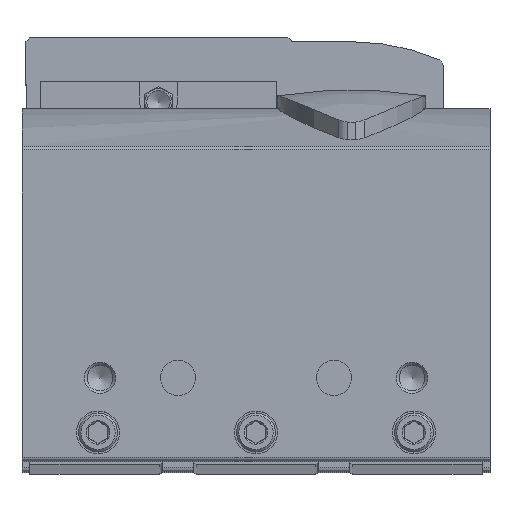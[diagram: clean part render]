
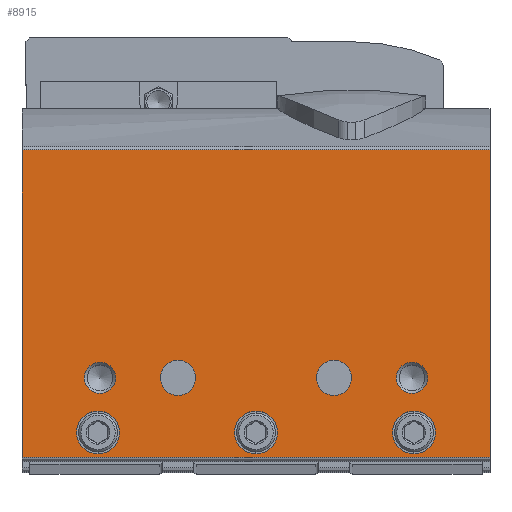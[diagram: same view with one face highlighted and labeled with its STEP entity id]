
A CAD part, top view. The second image highlights one B-rep face of the part: STEP entity #8915.
In plain terms, the highlighted face is planar.
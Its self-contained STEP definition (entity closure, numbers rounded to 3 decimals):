
#568=CIRCLE('',#11294,5.5);
#569=CIRCLE('',#11295,5.5);
#570=CIRCLE('',#11296,5.5);
#571=CIRCLE('',#11297,4.);
#572=CIRCLE('',#11298,4.);
#573=CIRCLE('',#11299,4.5);
#574=CIRCLE('',#11300,4.5);
#1770=ORIENTED_EDGE('',*,*,#3735,.F.);
#1771=ORIENTED_EDGE('',*,*,#3736,.F.);
#1772=ORIENTED_EDGE('',*,*,#3737,.F.);
#1773=ORIENTED_EDGE('',*,*,#3738,.T.);
#1774=ORIENTED_EDGE('',*,*,#3739,.T.);
#1775=ORIENTED_EDGE('',*,*,#3740,.F.);
#1776=ORIENTED_EDGE('',*,*,#3741,.F.);
#1777=ORIENTED_EDGE('',*,*,#3742,.T.);
#1778=ORIENTED_EDGE('',*,*,#3743,.T.);
#1779=ORIENTED_EDGE('',*,*,#3744,.F.);
#1780=ORIENTED_EDGE('',*,*,#3745,.F.);
#3735=EDGE_CURVE('',#4787,#4787,#568,.T.);
#3736=EDGE_CURVE('',#4788,#4788,#569,.T.);
#3737=EDGE_CURVE('',#4789,#4789,#570,.T.);
#3738=EDGE_CURVE('',#4790,#4790,#571,.T.);
#3739=EDGE_CURVE('',#4791,#4791,#572,.T.);
#3740=EDGE_CURVE('',#4792,#4792,#573,.T.);
#3741=EDGE_CURVE('',#4793,#4793,#574,.T.);
#3742=EDGE_CURVE('',#4794,#4795,#5705,.T.);
#3743=EDGE_CURVE('',#4795,#4796,#5706,.T.);
#3744=EDGE_CURVE('',#4797,#4796,#5707,.T.);
#3745=EDGE_CURVE('',#4794,#4797,#5708,.T.);
#4787=VERTEX_POINT('',#15691);
#4788=VERTEX_POINT('',#15693);
#4789=VERTEX_POINT('',#15695);
#4790=VERTEX_POINT('',#15697);
#4791=VERTEX_POINT('',#15699);
#4792=VERTEX_POINT('',#15701);
#4793=VERTEX_POINT('',#15703);
#4794=VERTEX_POINT('',#15705);
#4795=VERTEX_POINT('',#15706);
#4796=VERTEX_POINT('',#15708);
#4797=VERTEX_POINT('',#15710);
#5705=LINE('',#15704,#6425);
#5706=LINE('',#15707,#6426);
#5707=LINE('',#15709,#6427);
#5708=LINE('',#15711,#6428);
#6425=VECTOR('',#12939,1000.);
#6426=VECTOR('',#12940,1000.);
#6427=VECTOR('',#12941,1000.);
#6428=VECTOR('',#12942,1000.);
#6957=EDGE_LOOP('',(#1770));
#6958=EDGE_LOOP('',(#1771));
#6959=EDGE_LOOP('',(#1772));
#6960=EDGE_LOOP('',(#1773));
#6961=EDGE_LOOP('',(#1774));
#6962=EDGE_LOOP('',(#1775));
#6963=EDGE_LOOP('',(#1776));
#6964=EDGE_LOOP('',(#1777,#1778,#1779,#1780));
#7770=FACE_BOUND('',#6957,.T.);
#7771=FACE_BOUND('',#6958,.T.);
#7772=FACE_BOUND('',#6959,.T.);
#7773=FACE_BOUND('',#6960,.T.);
#7774=FACE_BOUND('',#6961,.T.);
#7775=FACE_BOUND('',#6962,.T.);
#7776=FACE_BOUND('',#6963,.T.);
#7777=FACE_BOUND('',#6964,.T.);
#8543=PLANE('',#11293);
#8915=ADVANCED_FACE('',(#7770,#7771,#7772,#7773,#7774,#7775,#7776,#7777),
#8543,.T.);
#11293=AXIS2_PLACEMENT_3D('',#15689,#12923,#12924);
#11294=AXIS2_PLACEMENT_3D('',#15690,#12925,#12926);
#11295=AXIS2_PLACEMENT_3D('',#15692,#12927,#12928);
#11296=AXIS2_PLACEMENT_3D('',#15694,#12929,#12930);
#11297=AXIS2_PLACEMENT_3D('',#15696,#12931,#12932);
#11298=AXIS2_PLACEMENT_3D('',#15698,#12933,#12934);
#11299=AXIS2_PLACEMENT_3D('',#15700,#12935,#12936);
#11300=AXIS2_PLACEMENT_3D('',#15702,#12937,#12938);
#12923=DIRECTION('',(1.,0.,0.));
#12924=DIRECTION('',(0.,0.,-1.));
#12925=DIRECTION('',(1.,0.,0.));
#12926=DIRECTION('',(0.,0.,-1.));
#12927=DIRECTION('',(1.,0.,0.));
#12928=DIRECTION('',(0.,0.,-1.));
#12929=DIRECTION('',(1.,0.,0.));
#12930=DIRECTION('',(0.,0.,-1.));
#12931=DIRECTION('',(-1.,0.,0.));
#12932=DIRECTION('',(0.,0.,1.));
#12933=DIRECTION('',(-1.,0.,0.));
#12934=DIRECTION('',(0.,0.,1.));
#12935=DIRECTION('',(1.,0.,0.));
#12936=DIRECTION('',(0.,0.,-1.));
#12937=DIRECTION('',(1.,0.,0.));
#12938=DIRECTION('',(0.,0.,-1.));
#12939=DIRECTION('',(0.,1.,0.));
#12940=DIRECTION('',(0.,0.,1.));
#12941=DIRECTION('',(0.,1.,0.));
#12942=DIRECTION('',(0.,0.,1.));
#15689=CARTESIAN_POINT('',(100.,0.,-120.));
#15690=CARTESIAN_POINT('',(100.,7.4,-60.));
#15691=CARTESIAN_POINT('',(100.,7.4,-65.5));
#15692=CARTESIAN_POINT('',(100.,7.4,-100.5));
#15693=CARTESIAN_POINT('',(100.,7.4,-106.));
#15694=CARTESIAN_POINT('',(100.,7.4,-19.5));
#15695=CARTESIAN_POINT('',(100.,7.4,-25.));
#15696=CARTESIAN_POINT('',(100.,21.4,-20.));
#15697=CARTESIAN_POINT('',(100.,21.4,-16.));
#15698=CARTESIAN_POINT('',(100.,21.4,-100.));
#15699=CARTESIAN_POINT('',(100.,21.4,-96.));
#15700=CARTESIAN_POINT('',(100.,21.4,-40.));
#15701=CARTESIAN_POINT('',(100.,21.4,-44.5));
#15702=CARTESIAN_POINT('',(100.,21.4,-80.));
#15703=CARTESIAN_POINT('',(100.,21.4,-84.5));
#15704=CARTESIAN_POINT('',(100.,0.,-120.));
#15705=CARTESIAN_POINT('',(100.,1.,-120.));
#15706=CARTESIAN_POINT('',(100.,79.843,-120.));
#15707=CARTESIAN_POINT('',(100.,79.843,-120.));
#15708=CARTESIAN_POINT('',(100.,79.843,0.));
#15709=CARTESIAN_POINT('',(100.,0.,0.));
#15710=CARTESIAN_POINT('',(100.,1.,0.));
#15711=CARTESIAN_POINT('',(100.,1.,-120.));
